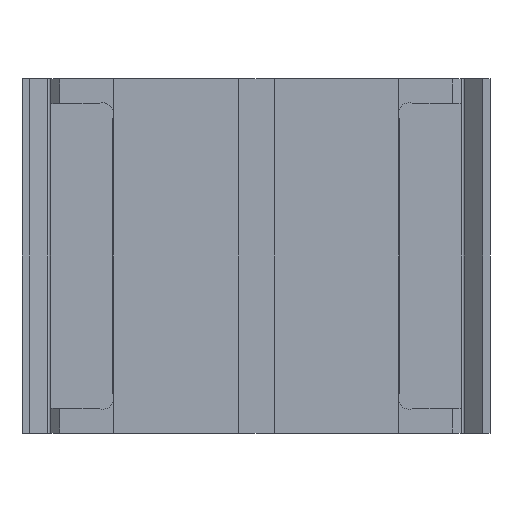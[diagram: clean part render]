
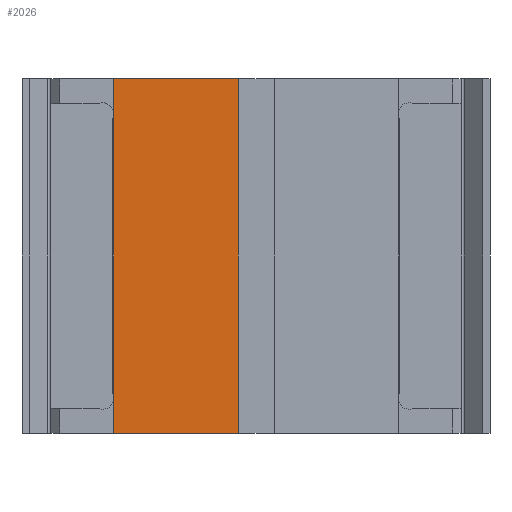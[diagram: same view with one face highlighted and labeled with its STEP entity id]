
A CAD part, front view. The second image highlights one B-rep face of the part: STEP entity #2026.
In plain terms, the highlighted planar face has unit normal (0, -1, 0).
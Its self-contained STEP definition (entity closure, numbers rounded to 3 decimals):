
#2=DIRECTION('',(-1.,0.,0.));
#3=VECTOR('',#2,17.526);
#4=CARTESIAN_POINT('',(-2.54,-33.02,25.));
#5=LINE('',#4,#3);
#6=DIRECTION('',(0.,0.,1.));
#7=VECTOR('',#6,50.);
#8=CARTESIAN_POINT('',(-2.54,-33.02,-25.));
#9=LINE('',#8,#7);
#10=DIRECTION('',(1.,0.,0.));
#11=VECTOR('',#10,17.526);
#12=CARTESIAN_POINT('',(-20.066,-33.02,-25.));
#13=LINE('',#12,#11);
#1112=DIRECTION('',(0.,0.,1.));
#1113=VECTOR('',#1112,50.);
#1114=CARTESIAN_POINT('',(-20.066,-33.02,-25.));
#1115=LINE('',#1114,#1113);
#1565=CARTESIAN_POINT('',(-2.54,-33.02,-25.));
#1567=VERTEX_POINT('',#1565);
#1647=CARTESIAN_POINT('',(-20.066,-33.02,-25.));
#1649=VERTEX_POINT('',#1647);
#1693=CARTESIAN_POINT('',(-2.54,-33.02,25.));
#1694=VERTEX_POINT('',#1693);
#1837=CARTESIAN_POINT('',(-20.066,-33.02,25.));
#1838=VERTEX_POINT('',#1837);
#2011=CARTESIAN_POINT('',(-72.358,-33.02,65.337));
#2012=DIRECTION('',(0.,-1.,0.));
#2013=DIRECTION('',(1.,0.,0.));
#2014=AXIS2_PLACEMENT_3D('',#2011,#2012,#2013);
#2015=PLANE('',#2014);
#2017=ORIENTED_EDGE('',*,*,#2016,.F.);
#2019=ORIENTED_EDGE('',*,*,#2018,.F.);
#2021=ORIENTED_EDGE('',*,*,#2020,.F.);
#2023=ORIENTED_EDGE('',*,*,#2022,.T.);
#2024=EDGE_LOOP('',(#2017,#2019,#2021,#2023));
#2025=FACE_OUTER_BOUND('',#2024,.F.);
#2026=ADVANCED_FACE('',(#2025),#2015,.T.);
#2016=EDGE_CURVE('',#1694,#1838,#5,.T.);
#2018=EDGE_CURVE('',#1567,#1694,#9,.T.);
#2020=EDGE_CURVE('',#1649,#1567,#13,.T.);
#2022=EDGE_CURVE('',#1649,#1838,#1115,.T.);
